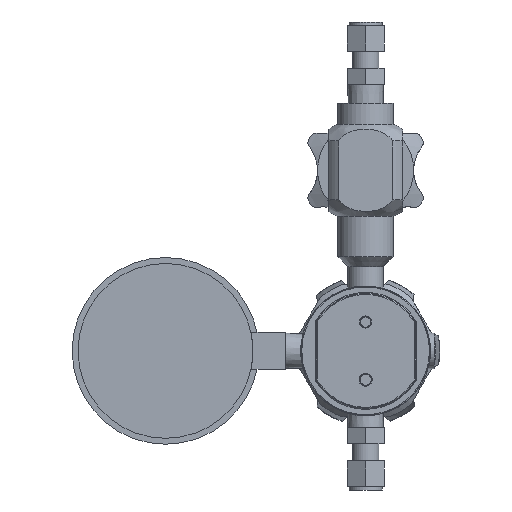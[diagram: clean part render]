
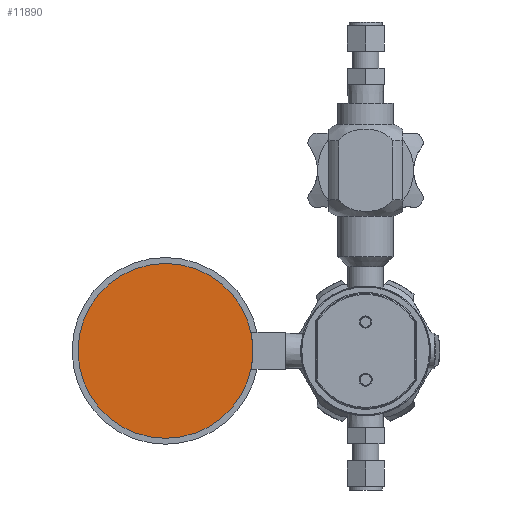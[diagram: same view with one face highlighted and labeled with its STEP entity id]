
A CAD part, front view. The second image highlights one B-rep face of the part: STEP entity #11890.
In plain terms, the highlighted face is planar.
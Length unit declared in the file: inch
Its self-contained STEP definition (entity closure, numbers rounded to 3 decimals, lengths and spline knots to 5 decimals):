
#11646=CARTESIAN_POINT('',(0.,0.,-0.83));
#11647=DIRECTION('',(0.,0.,-1.));
#11648=DIRECTION('',(1.,0.,0.));
#11649=AXIS2_PLACEMENT_3D('',#11646,#11647,#11648);
#11651=CARTESIAN_POINT('',(0.,0.,-0.83));
#11652=DIRECTION('',(0.,0.,-1.));
#11653=DIRECTION('',(-1.,0.,0.));
#11654=AXIS2_PLACEMENT_3D('',#11651,#11652,#11653);
#11727=CARTESIAN_POINT('',(-1.325,0.,-0.83));
#11729=VERTEX_POINT('',#11727);
#11731=CARTESIAN_POINT('',(1.325,0.,-0.83));
#11733=VERTEX_POINT('',#11731);
#11880=CARTESIAN_POINT('',(0.,0.,-0.83));
#11881=DIRECTION('',(0.,0.,1.));
#11882=DIRECTION('',(1.,0.,0.));
#11883=AXIS2_PLACEMENT_3D('',#11880,#11881,#11882);
#11884=PLANE('',#11883);
#11885=ORIENTED_EDGE('',*,*,#11822,.F.);
#11887=ORIENTED_EDGE('',*,*,#11886,.F.);
#11888=EDGE_LOOP('',(#11885,#11887));
#11889=FACE_OUTER_BOUND('',#11888,.F.);
#11890=ADVANCED_FACE('',(#11889),#11884,.F.);
#11650=CIRCLE('',#11649,1.325);
#11655=CIRCLE('',#11654,1.325);
#11822=EDGE_CURVE('',#11733,#11729,#11650,.T.);
#11886=EDGE_CURVE('',#11729,#11733,#11655,.T.);
